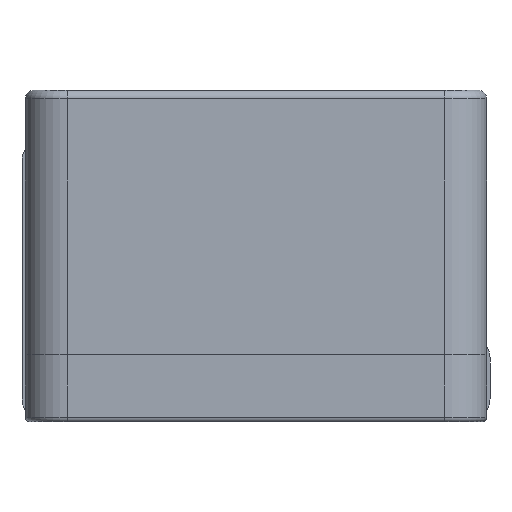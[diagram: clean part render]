
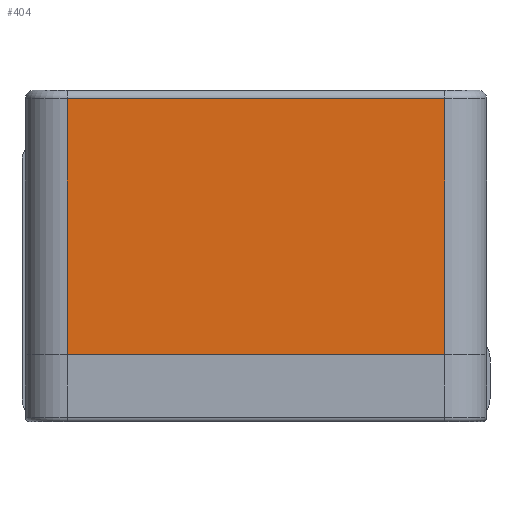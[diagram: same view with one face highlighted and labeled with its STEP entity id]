
A CAD part, left-side view. The second image highlights one B-rep face of the part: STEP entity #404.
In plain terms, the highlighted planar face has unit normal (-1, 0, 0).
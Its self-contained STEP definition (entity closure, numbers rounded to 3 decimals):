
#404 = ADVANCED_FACE( '', ( #899 ), #900, .F. );
#899 = FACE_OUTER_BOUND( '', #1747, .T. );
#900 = PLANE( '', #1748 );
#1747 = EDGE_LOOP( '', ( #3055, #3056, #3057, #3058 ) );
#1748 = AXIS2_PLACEMENT_3D( '', #3059, #3060, #3061 );
#3055 = ORIENTED_EDGE( '', *, *, #4586, .T. );
#3056 = ORIENTED_EDGE( '', *, *, #4587, .T. );
#3057 = ORIENTED_EDGE( '', *, *, #4428, .T. );
#3058 = ORIENTED_EDGE( '', *, *, #4588, .T. );
#3059 = CARTESIAN_POINT( '', ( -2.65, 2.75, 3.15 ) );
#3060 = DIRECTION( '', ( 1., 0., 0. ) );
#3061 = DIRECTION( '', ( 0., 0., -1. ) );
#4428 = EDGE_CURVE( '', #5249, #5250, #5251, .T. );
#4586 = EDGE_CURVE( '', #5499, #5069, #5500, .F. );
#4587 = EDGE_CURVE( '', #5069, #5249, #5501, .F. );
#4588 = EDGE_CURVE( '', #5250, #5499, #5502, .T. );
#5069 = VERTEX_POINT( '', #6152 );
#5249 = VERTEX_POINT( '', #6709 );
#5250 = VERTEX_POINT( '', #6710 );
#5251 = LINE( '', #6711, #6712 );
#5499 = VERTEX_POINT( '', #7230 );
#5500 = LINE( '', #7231, #7232 );
#5501 = LINE( '', #7233, #7234 );
#5502 = LINE( '', #7235, #7236 );
#6152 = CARTESIAN_POINT( '', ( -2.65, -2.25, 3.05 ) );
#6709 = CARTESIAN_POINT( '', ( -2.65, 2.25, 3.05 ) );
#6710 = CARTESIAN_POINT( '', ( -2.65, 2.25, 0. ) );
#6711 = CARTESIAN_POINT( '', ( -2.65, 2.25, 3.15 ) );
#6712 = VECTOR( '', #8282, 1000. );
#7230 = CARTESIAN_POINT( '', ( -2.65, -2.25, 0. ) );
#7231 = CARTESIAN_POINT( '', ( -2.65, -2.25, 3.15 ) );
#7232 = VECTOR( '', #8385, 1000. );
#7233 = CARTESIAN_POINT( '', ( -2.65, 2.25, 3.05 ) );
#7234 = VECTOR( '', #8386, 1000. );
#7235 = CARTESIAN_POINT( '', ( -2.65, 2.75, 0. ) );
#7236 = VECTOR( '', #8387, 1000. );
#8282 = DIRECTION( '', ( 0., 0., -1. ) );
#8385 = DIRECTION( '', ( 0., 0., -1. ) );
#8386 = DIRECTION( '', ( 0., -1., 0. ) );
#8387 = DIRECTION( '', ( 0., -1., 0. ) );
